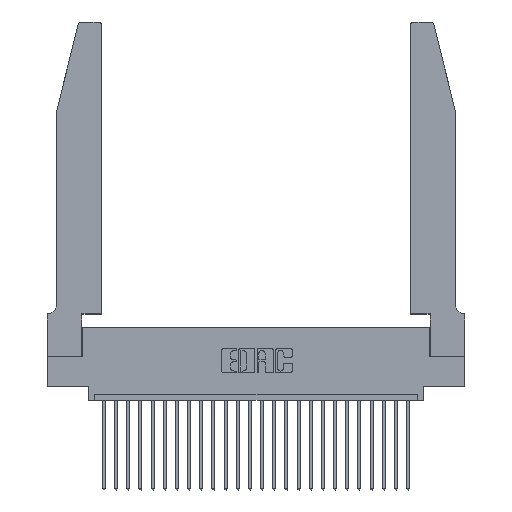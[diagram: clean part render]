
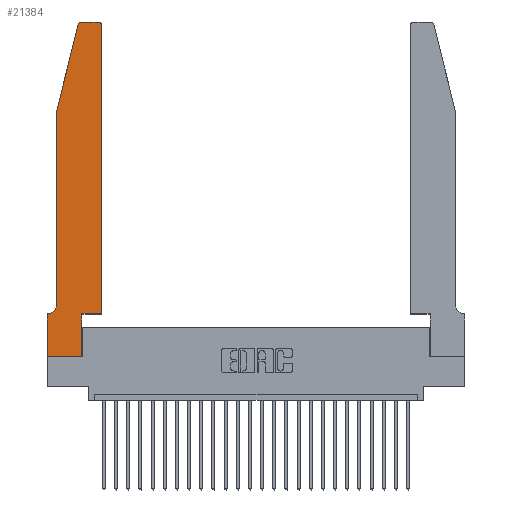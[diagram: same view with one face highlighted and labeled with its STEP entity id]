
A CAD part, top view. The second image highlights one B-rep face of the part: STEP entity #21384.
In plain terms, the highlighted planar face has unit normal (0, 0, 1).
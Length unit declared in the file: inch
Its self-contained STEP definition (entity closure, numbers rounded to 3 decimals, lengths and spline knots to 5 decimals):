
#77 = DIRECTION ( 'NONE',  ( 0., 0., 1. ) ) ;
#324 = VECTOR ( 'NONE', #4939, 39.37008 ) ;
#659 = EDGE_CURVE ( 'NONE', #20763, #18809, #16950, .T. ) ;
#960 = ORIENTED_EDGE ( 'NONE', *, *, #659, .T. ) ;
#1115 = EDGE_CURVE ( 'NONE', #19118, #20763, #10411, .T. ) ;
#1137 = DIRECTION ( 'NONE',  ( 0., 0., 1. ) ) ;
#1138 = AXIS2_PLACEMENT_3D ( 'NONE', #13433, #1137, #15531 ) ;
#1207 = VERTEX_POINT ( 'NONE', #5433 ) ;
#1430 = VERTEX_POINT ( 'NONE', #6930 ) ;
#1471 = DIRECTION ( 'NONE',  ( -1., 0., 0. ) ) ;
#1574 = AXIS2_PLACEMENT_3D ( 'NONE', #24757, #77, #18571 ) ;
#1693 = EDGE_CURVE ( 'NONE', #1430, #8915, #26455, .T. ) ;
#1741 = CARTESIAN_POINT ( 'NONE',  ( 0.4205, 2.75, 0.37 ) ) ;
#1891 = CARTESIAN_POINT ( 'NONE',  ( 0.2605, 2.75, 0.37 ) ) ;
#2422 = LINE ( 'NONE', #17817, #16276 ) ;
#2436 = CIRCLE ( 'NONE', #1574, 0.03 ) ;
#2527 = DIRECTION ( 'NONE',  ( 0., -1., 0. ) ) ;
#2692 = CARTESIAN_POINT ( 'NONE',  ( 0.0055, 0.35, 0.37 ) ) ;
#2755 = DIRECTION ( 'NONE',  ( -0.239, -0.971, 0. ) ) ;
#2790 = VERTEX_POINT ( 'NONE', #24628 ) ;
#2874 = CARTESIAN_POINT ( 'NONE',  ( 0., 0., 0.37 ) ) ;
#2892 = VECTOR ( 'NONE', #16784, 39.37008 ) ;
#3258 = EDGE_CURVE ( 'NONE', #18809, #1430, #12857, .T. ) ;
#3767 = VERTEX_POINT ( 'NONE', #11855 ) ;
#3799 = EDGE_CURVE ( 'NONE', #2790, #22282, #19916, .T. ) ;
#4641 = CARTESIAN_POINT ( 'NONE',  ( 0.0055, 0.42, 0.37 ) ) ;
#4939 = DIRECTION ( 'NONE',  ( 0., 1., 0. ) ) ;
#5433 = CARTESIAN_POINT ( 'NONE',  ( 0., 0., 0.37 ) ) ;
#5452 = AXIS2_PLACEMENT_3D ( 'NONE', #4641, #25134, #16980 ) ;
#5519 = ORIENTED_EDGE ( 'NONE', *, *, #17642, .T. ) ;
#5947 = EDGE_CURVE ( 'NONE', #3767, #11859, #2436, .T. ) ;
#6160 = VERTEX_POINT ( 'NONE', #21807 ) ;
#6930 = CARTESIAN_POINT ( 'NONE',  ( 0.0755, 0.42, 0.37 ) ) ;
#6971 = CARTESIAN_POINT ( 'NONE',  ( 0.25487, 2.72718, 0.37 ) ) ;
#7808 = DIRECTION ( 'NONE',  ( 1., 0., 0. ) ) ;
#7996 = AXIS2_PLACEMENT_3D ( 'NONE', #16654, #10714, #12763 ) ;
#8314 = ORIENTED_EDGE ( 'NONE', *, *, #22601, .T. ) ;
#8915 = VERTEX_POINT ( 'NONE', #2692 ) ;
#8940 = LINE ( 'NONE', #19258, #16987 ) ;
#9587 = ORIENTED_EDGE ( 'NONE', *, *, #5947, .T. ) ;
#9651 = ORIENTED_EDGE ( 'NONE', *, *, #22792, .T. ) ;
#9995 = VECTOR ( 'NONE', #2527, 39.37008 ) ;
#10160 = DIRECTION ( 'NONE',  ( -1., 0., 0. ) ) ;
#10301 = LINE ( 'NONE', #13571, #324 ) ;
#10411 = CIRCLE ( 'NONE', #1138, 0.03 ) ;
#10486 = VECTOR ( 'NONE', #10789, 39.37008 ) ;
#10714 = DIRECTION ( 'NONE',  ( 0., 0., 1. ) ) ;
#10770 = CARTESIAN_POINT ( 'NONE',  ( 0.4505, 0.35, 0.37 ) ) ;
#10789 = DIRECTION ( 'NONE',  ( 1., 0., 0. ) ) ;
#11855 = CARTESIAN_POINT ( 'NONE',  ( 0.4505, 2.72, 0.37 ) ) ;
#11859 = VERTEX_POINT ( 'NONE', #1741 ) ;
#12298 = FACE_OUTER_BOUND ( 'NONE', #17470, .T. ) ;
#12334 = ORIENTED_EDGE ( 'NONE', *, *, #1693, .T. ) ;
#12759 = CARTESIAN_POINT ( 'NONE',  ( 0.0755, 2., 0.37 ) ) ;
#12763 = DIRECTION ( 'NONE',  ( 1., 0., 0. ) ) ;
#12857 = LINE ( 'NONE', #12759, #9995 ) ;
#13120 = CARTESIAN_POINT ( 'NONE',  ( 0.4505, 0.35, 0.37 ) ) ;
#13411 = VECTOR ( 'NONE', #2755, 39.37008 ) ;
#13433 = CARTESIAN_POINT ( 'NONE',  ( 0.284, 2.72, 0.37 ) ) ;
#13571 = CARTESIAN_POINT ( 'NONE',  ( 0.2865, 0.35, 0.37 ) ) ;
#13714 = ORIENTED_EDGE ( 'NONE', *, *, #22408, .T. ) ;
#14417 = VECTOR ( 'NONE', #7808, 39.37008 ) ;
#15455 = LINE ( 'NONE', #1891, #24732 ) ;
#15531 = DIRECTION ( 'NONE',  ( 1., 0., 0. ) ) ;
#16276 = VECTOR ( 'NONE', #1471, 39.37008 ) ;
#16654 = CARTESIAN_POINT ( 'NONE',  ( 0., 0.35, 0.37 ) ) ;
#16784 = DIRECTION ( 'NONE',  ( 0., 1., 0. ) ) ;
#16950 = LINE ( 'NONE', #25320, #13411 ) ;
#16980 = DIRECTION ( 'NONE',  ( -1., 0., 0. ) ) ;
#16987 = VECTOR ( 'NONE', #25472, 39.37008 ) ;
#17470 = EDGE_LOOP ( 'NONE', ( #8314, #20139, #960, #26172, #12334, #21420, #25573, #5519, #13714, #17884, #9651, #9587 ) ) ;
#17642 = EDGE_CURVE ( 'NONE', #1207, #6160, #25602, .T. ) ;
#17817 = CARTESIAN_POINT ( 'NONE',  ( 0.0755, 0.35, 0.37 ) ) ;
#17884 = ORIENTED_EDGE ( 'NONE', *, *, #3799, .T. ) ;
#17978 = CARTESIAN_POINT ( 'NONE',  ( 0.4505, 0.35, 0.37 ) ) ;
#18571 = DIRECTION ( 'NONE',  ( 1., 0., 0. ) ) ;
#18809 = VERTEX_POINT ( 'NONE', #25561 ) ;
#19118 = VERTEX_POINT ( 'NONE', #20153 ) ;
#19258 = CARTESIAN_POINT ( 'NONE',  ( 0., 0., 0.37 ) ) ;
#19916 = LINE ( 'NONE', #17978, #14417 ) ;
#20139 = ORIENTED_EDGE ( 'NONE', *, *, #1115, .T. ) ;
#20153 = CARTESIAN_POINT ( 'NONE',  ( 0.284, 2.75, 0.37 ) ) ;
#20763 = VERTEX_POINT ( 'NONE', #6971 ) ;
#20850 = CARTESIAN_POINT ( 'NONE',  ( 0., 0.35, 0.37 ) ) ;
#20945 = PLANE ( 'NONE',  #7996 ) ;
#21307 = VERTEX_POINT ( 'NONE', #20850 ) ;
#21384 = ADVANCED_FACE ( 'NONE', ( #12298 ), #20945, .T. ) ;
#21420 = ORIENTED_EDGE ( 'NONE', *, *, #25926, .T. ) ;
#21807 = CARTESIAN_POINT ( 'NONE',  ( 0.2865, 0., 0.37 ) ) ;
#22282 = VERTEX_POINT ( 'NONE', #13120 ) ;
#22408 = EDGE_CURVE ( 'NONE', #6160, #2790, #10301, .T. ) ;
#22601 = EDGE_CURVE ( 'NONE', #11859, #19118, #15455, .T. ) ;
#22792 = EDGE_CURVE ( 'NONE', #22282, #3767, #23763, .T. ) ;
#23685 = EDGE_CURVE ( 'NONE', #21307, #1207, #8940, .T. ) ;
#23763 = LINE ( 'NONE', #10770, #2892 ) ;
#24628 = CARTESIAN_POINT ( 'NONE',  ( 0.2865, 0.35, 0.37 ) ) ;
#24732 = VECTOR ( 'NONE', #10160, 39.37008 ) ;
#24757 = CARTESIAN_POINT ( 'NONE',  ( 0.4205, 2.72, 0.37 ) ) ;
#25134 = DIRECTION ( 'NONE',  ( 0., 0., -1. ) ) ;
#25320 = CARTESIAN_POINT ( 'NONE',  ( 0.0755, 2., 0.37 ) ) ;
#25472 = DIRECTION ( 'NONE',  ( 0., -1., 0. ) ) ;
#25561 = CARTESIAN_POINT ( 'NONE',  ( 0.0755, 2., 0.37 ) ) ;
#25573 = ORIENTED_EDGE ( 'NONE', *, *, #23685, .T. ) ;
#25602 = LINE ( 'NONE', #2874, #10486 ) ;
#25926 = EDGE_CURVE ( 'NONE', #8915, #21307, #2422, .T. ) ;
#26172 = ORIENTED_EDGE ( 'NONE', *, *, #3258, .T. ) ;
#26455 = CIRCLE ( 'NONE', #5452, 0.07 ) ;
